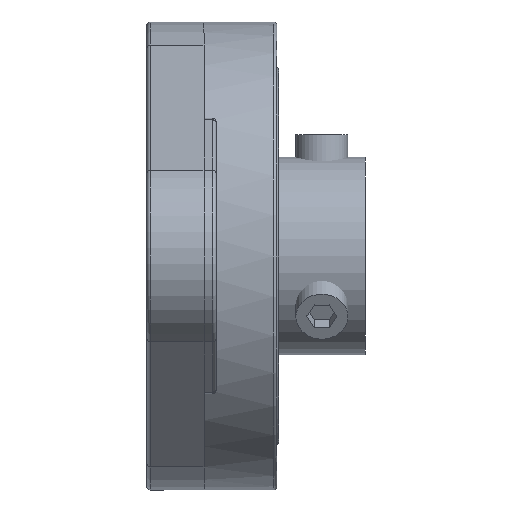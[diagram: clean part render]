
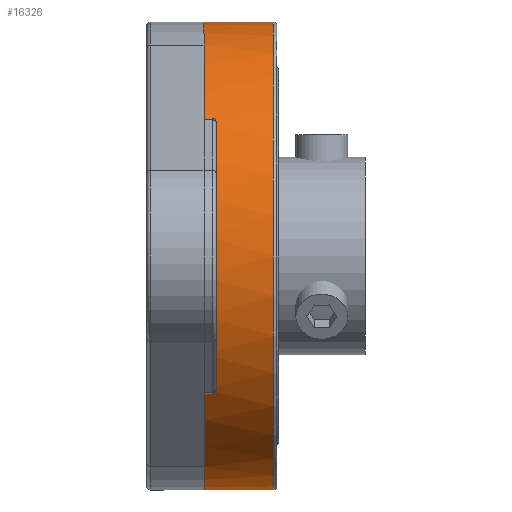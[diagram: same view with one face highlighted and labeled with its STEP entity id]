
A CAD part, front view. The second image highlights one B-rep face of the part: STEP entity #16326.
In plain terms, the highlighted cylindrical face has radius 13.5 mm (diameter 27 mm), a full revolution.
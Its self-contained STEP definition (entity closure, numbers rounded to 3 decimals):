
#16013 = VERTEX_POINT('',#16014);
#16014 = CARTESIAN_POINT('',(-0.8,5.838,12.172));
#16021 = CYLINDRICAL_SURFACE('',#16022,13.5);
#16022 = AXIS2_PLACEMENT_3D('',#16023,#16024,#16025);
#16023 = CARTESIAN_POINT('',(-4.1,0.,0.));
#16024 = DIRECTION('',(-1.,0.,0.));
#16025 = DIRECTION('',(0.,1.,0.));
#16045 = EDGE_CURVE('',#16013,#16046,#16048,.T.);
#16046 = VERTEX_POINT('',#16047);
#16047 = CARTESIAN_POINT('',(-0.8,-5.838,12.172));
#16048 = SURFACE_CURVE('',#16049,(#16054,#16061),.PCURVE_S1.);
#16049 = CIRCLE('',#16050,13.5);
#16050 = AXIS2_PLACEMENT_3D('',#16051,#16052,#16053);
#16051 = CARTESIAN_POINT('',(-0.8,0.,0.));
#16052 = DIRECTION('',(1.,0.,0.));
#16053 = DIRECTION('',(0.,1.,0.));
#16054 = PCURVE('',#16021,#16055);
#16055 = DEFINITIONAL_REPRESENTATION('',(#16056),#16060);
#16056 = LINE('',#16057,#16058);
#16057 = CARTESIAN_POINT('',(-0.,-3.3));
#16058 = VECTOR('',#16059,1.);
#16059 = DIRECTION('',(-1.,0.));
#16060 = ( GEOMETRIC_REPRESENTATION_CONTEXT(2) 
PARAMETRIC_REPRESENTATION_CONTEXT() REPRESENTATION_CONTEXT('2D SPACE',''
  ) );
#16061 = PCURVE('',#16062,#16067);
#16062 = CYLINDRICAL_SURFACE('',#16063,13.5);
#16063 = AXIS2_PLACEMENT_3D('',#16064,#16065,#16066);
#16064 = CARTESIAN_POINT('',(-0.8,0.,0.));
#16065 = DIRECTION('',(-1.,0.,0.));
#16066 = DIRECTION('',(0.,1.,0.));
#16067 = DEFINITIONAL_REPRESENTATION('',(#16068),#16072);
#16068 = LINE('',#16069,#16070);
#16069 = CARTESIAN_POINT('',(-0.,0.));
#16070 = VECTOR('',#16071,1.);
#16071 = DIRECTION('',(-1.,0.));
#16072 = ( GEOMETRIC_REPRESENTATION_CONTEXT(2) 
PARAMETRIC_REPRESENTATION_CONTEXT() REPRESENTATION_CONTEXT('2D SPACE',''
  ) );
#16204 = PLANE('',#16205);
#16205 = AXIS2_PLACEMENT_3D('',#16206,#16207,#16208);
#16206 = CARTESIAN_POINT('',(-0.8,0.,0.));
#16207 = DIRECTION('',(1.,0.,0.));
#16208 = DIRECTION('',(0.,0.,1.));
#16326 = ADVANCED_FACE('',(#16327),#16062,.T.);
#16327 = FACE_BOUND('',#16328,.F.);
#16328 = EDGE_LOOP('',(#16329,#16354,#16378,#16407,#16434,#16435,#16457,
    #16458));
#16329 = ORIENTED_EDGE('',*,*,#16330,.F.);
#16330 = EDGE_CURVE('',#16331,#16333,#16335,.T.);
#16331 = VERTEX_POINT('',#16332);
#16332 = CARTESIAN_POINT('',(-0.8,13.5,0.));
#16333 = VERTEX_POINT('',#16334);
#16334 = CARTESIAN_POINT('',(3.2,13.5,0.));
#16335 = SEAM_CURVE('',#16336,(#16340,#16347),.PCURVE_S1.);
#16336 = LINE('',#16337,#16338);
#16337 = CARTESIAN_POINT('',(-0.8,13.5,0.));
#16338 = VECTOR('',#16339,1.);
#16339 = DIRECTION('',(1.,0.,0.));
#16340 = PCURVE('',#16062,#16341);
#16341 = DEFINITIONAL_REPRESENTATION('',(#16342),#16346);
#16342 = LINE('',#16343,#16344);
#16343 = CARTESIAN_POINT('',(-6.283,0.));
#16344 = VECTOR('',#16345,1.);
#16345 = DIRECTION('',(-0.,-1.));
#16346 = ( GEOMETRIC_REPRESENTATION_CONTEXT(2) 
PARAMETRIC_REPRESENTATION_CONTEXT() REPRESENTATION_CONTEXT('2D SPACE',''
  ) );
#16347 = PCURVE('',#16062,#16348);
#16348 = DEFINITIONAL_REPRESENTATION('',(#16349),#16353);
#16349 = LINE('',#16350,#16351);
#16350 = CARTESIAN_POINT('',(-0.,0.));
#16351 = VECTOR('',#16352,1.);
#16352 = DIRECTION('',(-0.,-1.));
#16353 = ( GEOMETRIC_REPRESENTATION_CONTEXT(2) 
PARAMETRIC_REPRESENTATION_CONTEXT() REPRESENTATION_CONTEXT('2D SPACE',''
  ) );
#16354 = ORIENTED_EDGE('',*,*,#16355,.F.);
#16355 = EDGE_CURVE('',#16356,#16331,#16358,.T.);
#16356 = VERTEX_POINT('',#16357);
#16357 = CARTESIAN_POINT('',(-0.8,5.838,-12.172));
#16358 = SURFACE_CURVE('',#16359,(#16364,#16371),.PCURVE_S1.);
#16359 = CIRCLE('',#16360,13.5);
#16360 = AXIS2_PLACEMENT_3D('',#16361,#16362,#16363);
#16361 = CARTESIAN_POINT('',(-0.8,0.,0.));
#16362 = DIRECTION('',(1.,0.,0.));
#16363 = DIRECTION('',(0.,1.,0.));
#16364 = PCURVE('',#16062,#16365);
#16365 = DEFINITIONAL_REPRESENTATION('',(#16366),#16370);
#16366 = LINE('',#16367,#16368);
#16367 = CARTESIAN_POINT('',(-0.,0.));
#16368 = VECTOR('',#16369,1.);
#16369 = DIRECTION('',(-1.,0.));
#16370 = ( GEOMETRIC_REPRESENTATION_CONTEXT(2) 
PARAMETRIC_REPRESENTATION_CONTEXT() REPRESENTATION_CONTEXT('2D SPACE',''
  ) );
#16371 = PCURVE('',#16204,#16372);
#16372 = DEFINITIONAL_REPRESENTATION('',(#16373),#16377);
#16373 = CIRCLE('',#16374,13.5);
#16374 = AXIS2_PLACEMENT_2D('',#16375,#16376);
#16375 = CARTESIAN_POINT('',(0.,0.));
#16376 = DIRECTION('',(0.,-1.));
#16377 = ( GEOMETRIC_REPRESENTATION_CONTEXT(2) 
PARAMETRIC_REPRESENTATION_CONTEXT() REPRESENTATION_CONTEXT('2D SPACE',''
  ) );
#16378 = ORIENTED_EDGE('',*,*,#16379,.F.);
#16379 = EDGE_CURVE('',#16380,#16356,#16382,.T.);
#16380 = VERTEX_POINT('',#16381);
#16381 = CARTESIAN_POINT('',(-0.8,-5.838,-12.172));
#16382 = SURFACE_CURVE('',#16383,(#16388,#16395),.PCURVE_S1.);
#16383 = CIRCLE('',#16384,13.5);
#16384 = AXIS2_PLACEMENT_3D('',#16385,#16386,#16387);
#16385 = CARTESIAN_POINT('',(-0.8,0.,0.));
#16386 = DIRECTION('',(1.,0.,0.));
#16387 = DIRECTION('',(0.,1.,0.));
#16388 = PCURVE('',#16062,#16389);
#16389 = DEFINITIONAL_REPRESENTATION('',(#16390),#16394);
#16390 = LINE('',#16391,#16392);
#16391 = CARTESIAN_POINT('',(-0.,0.));
#16392 = VECTOR('',#16393,1.);
#16393 = DIRECTION('',(-1.,0.));
#16394 = ( GEOMETRIC_REPRESENTATION_CONTEXT(2) 
PARAMETRIC_REPRESENTATION_CONTEXT() REPRESENTATION_CONTEXT('2D SPACE',''
  ) );
#16395 = PCURVE('',#16396,#16401);
#16396 = CYLINDRICAL_SURFACE('',#16397,13.5);
#16397 = AXIS2_PLACEMENT_3D('',#16398,#16399,#16400);
#16398 = CARTESIAN_POINT('',(-4.1,0.,0.));
#16399 = DIRECTION('',(-1.,0.,0.));
#16400 = DIRECTION('',(0.,1.,0.));
#16401 = DEFINITIONAL_REPRESENTATION('',(#16402),#16406);
#16402 = LINE('',#16403,#16404);
#16403 = CARTESIAN_POINT('',(-0.,-3.3));
#16404 = VECTOR('',#16405,1.);
#16405 = DIRECTION('',(-1.,0.));
#16406 = ( GEOMETRIC_REPRESENTATION_CONTEXT(2) 
PARAMETRIC_REPRESENTATION_CONTEXT() REPRESENTATION_CONTEXT('2D SPACE',''
  ) );
#16407 = ORIENTED_EDGE('',*,*,#16408,.F.);
#16408 = EDGE_CURVE('',#16046,#16380,#16409,.T.);
#16409 = SURFACE_CURVE('',#16410,(#16415,#16422),.PCURVE_S1.);
#16410 = CIRCLE('',#16411,13.5);
#16411 = AXIS2_PLACEMENT_3D('',#16412,#16413,#16414);
#16412 = CARTESIAN_POINT('',(-0.8,0.,0.));
#16413 = DIRECTION('',(1.,0.,0.));
#16414 = DIRECTION('',(0.,1.,0.));
#16415 = PCURVE('',#16062,#16416);
#16416 = DEFINITIONAL_REPRESENTATION('',(#16417),#16421);
#16417 = LINE('',#16418,#16419);
#16418 = CARTESIAN_POINT('',(-0.,0.));
#16419 = VECTOR('',#16420,1.);
#16420 = DIRECTION('',(-1.,0.));
#16421 = ( GEOMETRIC_REPRESENTATION_CONTEXT(2) 
PARAMETRIC_REPRESENTATION_CONTEXT() REPRESENTATION_CONTEXT('2D SPACE',''
  ) );
#16422 = PCURVE('',#16423,#16428);
#16423 = PLANE('',#16424);
#16424 = AXIS2_PLACEMENT_3D('',#16425,#16426,#16427);
#16425 = CARTESIAN_POINT('',(-0.8,0.,0.));
#16426 = DIRECTION('',(1.,0.,0.));
#16427 = DIRECTION('',(0.,0.,1.));
#16428 = DEFINITIONAL_REPRESENTATION('',(#16429),#16433);
#16429 = CIRCLE('',#16430,13.5);
#16430 = AXIS2_PLACEMENT_2D('',#16431,#16432);
#16431 = CARTESIAN_POINT('',(0.,0.));
#16432 = DIRECTION('',(0.,-1.));
#16433 = ( GEOMETRIC_REPRESENTATION_CONTEXT(2) 
PARAMETRIC_REPRESENTATION_CONTEXT() REPRESENTATION_CONTEXT('2D SPACE',''
  ) );
#16434 = ORIENTED_EDGE('',*,*,#16045,.F.);
#16435 = ORIENTED_EDGE('',*,*,#16436,.F.);
#16436 = EDGE_CURVE('',#16331,#16013,#16437,.T.);
#16437 = SURFACE_CURVE('',#16438,(#16443,#16450),.PCURVE_S1.);
#16438 = CIRCLE('',#16439,13.5);
#16439 = AXIS2_PLACEMENT_3D('',#16440,#16441,#16442);
#16440 = CARTESIAN_POINT('',(-0.8,0.,0.));
#16441 = DIRECTION('',(1.,0.,0.));
#16442 = DIRECTION('',(0.,1.,0.));
#16443 = PCURVE('',#16062,#16444);
#16444 = DEFINITIONAL_REPRESENTATION('',(#16445),#16449);
#16445 = LINE('',#16446,#16447);
#16446 = CARTESIAN_POINT('',(-0.,0.));
#16447 = VECTOR('',#16448,1.);
#16448 = DIRECTION('',(-1.,0.));
#16449 = ( GEOMETRIC_REPRESENTATION_CONTEXT(2) 
PARAMETRIC_REPRESENTATION_CONTEXT() REPRESENTATION_CONTEXT('2D SPACE',''
  ) );
#16450 = PCURVE('',#16204,#16451);
#16451 = DEFINITIONAL_REPRESENTATION('',(#16452),#16456);
#16452 = CIRCLE('',#16453,13.5);
#16453 = AXIS2_PLACEMENT_2D('',#16454,#16455);
#16454 = CARTESIAN_POINT('',(0.,0.));
#16455 = DIRECTION('',(0.,-1.));
#16456 = ( GEOMETRIC_REPRESENTATION_CONTEXT(2) 
PARAMETRIC_REPRESENTATION_CONTEXT() REPRESENTATION_CONTEXT('2D SPACE',''
  ) );
#16457 = ORIENTED_EDGE('',*,*,#16330,.T.);
#16458 = ORIENTED_EDGE('',*,*,#16459,.T.);
#16459 = EDGE_CURVE('',#16333,#16333,#16460,.T.);
#16460 = SURFACE_CURVE('',#16461,(#16466,#16473),.PCURVE_S1.);
#16461 = CIRCLE('',#16462,13.5);
#16462 = AXIS2_PLACEMENT_3D('',#16463,#16464,#16465);
#16463 = CARTESIAN_POINT('',(3.2,0.,0.));
#16464 = DIRECTION('',(1.,0.,0.));
#16465 = DIRECTION('',(0.,1.,0.));
#16466 = PCURVE('',#16062,#16467);
#16467 = DEFINITIONAL_REPRESENTATION('',(#16468),#16472);
#16468 = LINE('',#16469,#16470);
#16469 = CARTESIAN_POINT('',(0.,-4.));
#16470 = VECTOR('',#16471,1.);
#16471 = DIRECTION('',(-1.,0.));
#16472 = ( GEOMETRIC_REPRESENTATION_CONTEXT(2) 
PARAMETRIC_REPRESENTATION_CONTEXT() REPRESENTATION_CONTEXT('2D SPACE',''
  ) );
#16473 = PCURVE('',#16474,#16479);
#16474 = TOROIDAL_SURFACE('',#16475,13.3,0.2);
#16475 = AXIS2_PLACEMENT_3D('',#16476,#16477,#16478);
#16476 = CARTESIAN_POINT('',(3.2,0.,0.));
#16477 = DIRECTION('',(1.,0.,0.));
#16478 = DIRECTION('',(0.,1.,0.));
#16479 = DEFINITIONAL_REPRESENTATION('',(#16480),#16484);
#16480 = LINE('',#16481,#16482);
#16481 = CARTESIAN_POINT('',(0.,0.));
#16482 = VECTOR('',#16483,1.);
#16483 = DIRECTION('',(1.,0.));
#16484 = ( GEOMETRIC_REPRESENTATION_CONTEXT(2) 
PARAMETRIC_REPRESENTATION_CONTEXT() REPRESENTATION_CONTEXT('2D SPACE',''
  ) );
